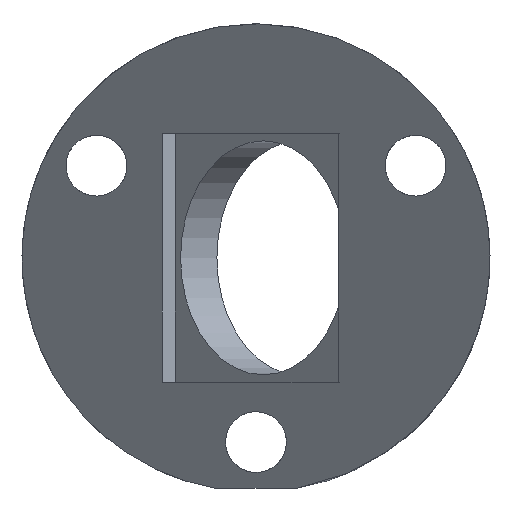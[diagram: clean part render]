
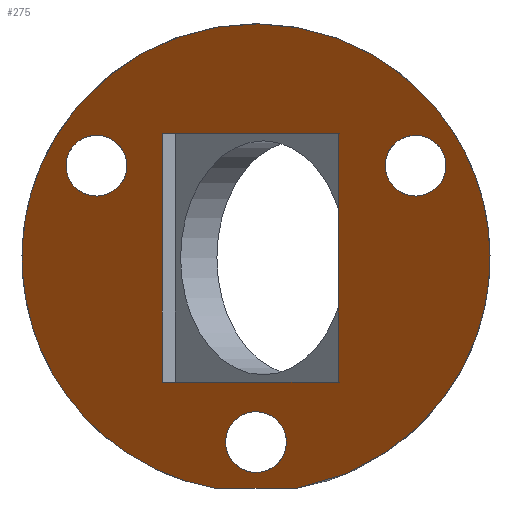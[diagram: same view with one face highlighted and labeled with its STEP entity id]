
A CAD part, front view. The second image highlights one B-rep face of the part: STEP entity #275.
In plain terms, the highlighted planar face has unit normal (-0.707, -0.707, 0).
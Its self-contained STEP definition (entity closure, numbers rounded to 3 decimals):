
#21=PLANE('',#313);
#29=FACE_BOUND('',#80,.T.);
#30=FACE_BOUND('',#81,.T.);
#31=FACE_BOUND('',#82,.T.);
#32=FACE_BOUND('',#83,.T.);
#34=ELLIPSE('',#295,4.667,3.3);
#36=ELLIPSE('',#298,4.667,3.3);
#38=ELLIPSE('',#301,4.667,3.3);
#40=ELLIPSE('',#314,35.921,25.4);
#58=FACE_OUTER_BOUND('',#79,.T.);
#79=EDGE_LOOP('',(#244,#245));
#80=EDGE_LOOP('',(#246));
#81=EDGE_LOOP('',(#247));
#82=EDGE_LOOP('',(#248));
#83=EDGE_LOOP('',(#249,#250,#251,#252));
#91=LINE('',#453,#112);
#95=LINE('',#461,#116);
#98=LINE('',#467,#119);
#101=LINE('',#472,#122);
#103=LINE('',#480,#124);
#112=VECTOR('',#346,10.);
#116=VECTOR('',#352,10.);
#119=VECTOR('',#357,10.);
#122=VECTOR('',#362,10.);
#124=VECTOR('',#370,10.);
#136=VERTEX_POINT('',#435);
#138=VERTEX_POINT('',#441);
#140=VERTEX_POINT('',#447);
#141=VERTEX_POINT('',#451);
#142=VERTEX_POINT('',#452);
#145=VERTEX_POINT('',#460);
#147=VERTEX_POINT('',#466);
#150=VERTEX_POINT('',#478);
#151=VERTEX_POINT('',#479);
#161=EDGE_CURVE('',#136,#136,#34,.T.);
#164=EDGE_CURVE('',#138,#138,#36,.T.);
#167=EDGE_CURVE('',#140,#140,#38,.T.);
#168=EDGE_CURVE('',#141,#142,#91,.T.);
#172=EDGE_CURVE('',#145,#141,#95,.T.);
#175=EDGE_CURVE('',#147,#145,#98,.T.);
#178=EDGE_CURVE('',#142,#147,#101,.T.);
#181=EDGE_CURVE('',#150,#151,#103,.T.);
#188=EDGE_CURVE('',#151,#150,#40,.T.);
#244=ORIENTED_EDGE('',*,*,#181,.T.);
#245=ORIENTED_EDGE('',*,*,#188,.T.);
#246=ORIENTED_EDGE('',*,*,#161,.T.);
#247=ORIENTED_EDGE('',*,*,#164,.T.);
#248=ORIENTED_EDGE('',*,*,#167,.T.);
#249=ORIENTED_EDGE('',*,*,#168,.T.);
#250=ORIENTED_EDGE('',*,*,#178,.T.);
#251=ORIENTED_EDGE('',*,*,#175,.T.);
#252=ORIENTED_EDGE('',*,*,#172,.T.);
#275=ADVANCED_FACE('',(#58,#29,#30,#31,#32),#21,.T.);
#295=AXIS2_PLACEMENT_3D('',#437,#328,#329);
#298=AXIS2_PLACEMENT_3D('',#443,#335,#336);
#301=AXIS2_PLACEMENT_3D('',#449,#342,#343);
#313=AXIS2_PLACEMENT_3D('',#492,#383,#384);
#314=AXIS2_PLACEMENT_3D('',#493,#385,#386);
#328=DIRECTION('center_axis',(0.707,0.707,0.));
#329=DIRECTION('ref_axis',(-0.707,0.707,0.));
#335=DIRECTION('center_axis',(0.707,0.707,0.));
#336=DIRECTION('ref_axis',(-0.707,0.707,0.));
#342=DIRECTION('center_axis',(0.707,0.707,0.));
#343=DIRECTION('ref_axis',(-0.707,0.707,0.));
#346=DIRECTION('',(-0.707,0.707,0.));
#352=DIRECTION('',(0.,0.,-1.));
#357=DIRECTION('',(0.707,-0.707,0.));
#362=DIRECTION('',(0.,0.,1.));
#370=DIRECTION('',(0.707,-0.707,0.));
#383=DIRECTION('center_axis',(-0.707,-0.707,0.));
#384=DIRECTION('ref_axis',(0.707,-0.707,0.));
#385=DIRECTION('center_axis',(-0.707,-0.707,0.));
#386=DIRECTION('ref_axis',(0.707,-0.707,0.));
#435=CARTESIAN_POINT('',(-1926.7,1784.943,60.));
#437=CARTESIAN_POINT('Origin',(-1930.,1788.243,60.));
#441=CARTESIAN_POINT('',(-1909.379,1767.623,90.));
#443=CARTESIAN_POINT('Origin',(-1912.679,1770.923,90.));
#447=CARTESIAN_POINT('',(-1944.021,1802.264,90.));
#449=CARTESIAN_POINT('Origin',(-1947.321,1805.564,90.));
#451=CARTESIAN_POINT('',(-1921.074,1779.317,66.5));
#452=CARTESIAN_POINT('',(-1940.166,1798.409,66.5));
#453=CARTESIAN_POINT('',(-1945.892,1804.136,66.5));
#460=CARTESIAN_POINT('',(-1921.074,1779.317,93.5));
#461=CARTESIAN_POINT('',(-1921.074,1779.317,74.05));
#466=CARTESIAN_POINT('',(-1940.166,1798.409,93.5));
#467=CARTESIAN_POINT('',(-1955.438,1813.682,93.5));
#472=CARTESIAN_POINT('',(-1940.166,1798.409,60.55));
#478=CARTESIAN_POINT('',(-1934.49,1792.733,55.));
#479=CARTESIAN_POINT('',(-1925.51,1783.753,55.));
#480=CARTESIAN_POINT('',(-1968.795,1827.038,55.));
#492=CARTESIAN_POINT('Origin',(-1970.711,1828.954,54.6));
#493=CARTESIAN_POINT('Origin',(-1930.,1788.243,80.));
